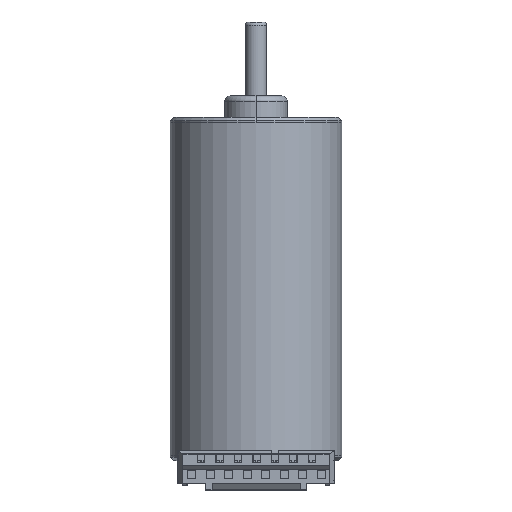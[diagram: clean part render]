
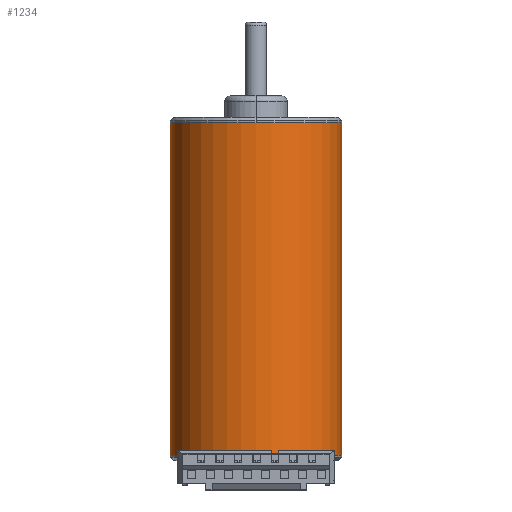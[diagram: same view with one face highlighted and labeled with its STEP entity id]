
A CAD part, front view. The second image highlights one B-rep face of the part: STEP entity #1234.
In plain terms, the highlighted cylindrical face has radius 8 mm (diameter 16 mm), a partial arc.
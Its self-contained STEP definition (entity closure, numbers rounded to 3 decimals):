
#16 = CARTESIAN_POINT ( 'NONE',  ( 0., 0., 0.5 ) ) ;
#753 = AXIS2_PLACEMENT_3D ( 'NONE', #24880, #33880, #18164 ) ;
#1234 = ADVANCED_FACE ( 'NONE', ( #34328 ), #12676, .T. ) ;
#2381 = LINE ( 'NONE', #14835, #12663 ) ;
#4649 = VERTEX_POINT ( 'NONE', #28009 ) ;
#4973 = EDGE_CURVE ( 'NONE', #4649, #23990, #33638, .T. ) ;
#5238 = LINE ( 'NONE', #14029, #29487 ) ;
#5529 = DIRECTION ( 'NONE',  ( -1., 0., 0. ) ) ;
#5723 = EDGE_LOOP ( 'NONE', ( #31174, #7364, #37185, #30005 ) ) ;
#7364 = ORIENTED_EDGE ( 'NONE', *, *, #4973, .T. ) ;
#8199 = DIRECTION ( 'NONE',  ( 0., 0., -1. ) ) ;
#12663 = VECTOR ( 'NONE', #36885, 1000. ) ;
#12676 = CYLINDRICAL_SURFACE ( 'NONE', #29628, 8. ) ;
#14029 = CARTESIAN_POINT ( 'NONE',  ( -8., 0., 0.5 ) ) ;
#14835 = CARTESIAN_POINT ( 'NONE',  ( 8., 0., 0.5 ) ) ;
#16417 = CIRCLE ( 'NONE', #753, 8. ) ;
#16573 = CARTESIAN_POINT ( 'NONE',  ( -8., 0., 31.5 ) ) ;
#18164 = DIRECTION ( 'NONE',  ( -1., 0., 0. ) ) ;
#18394 = DIRECTION ( 'NONE',  ( 0., 0., -1. ) ) ;
#20484 = VERTEX_POINT ( 'NONE', #23379 ) ;
#21172 = AXIS2_PLACEMENT_3D ( 'NONE', #24093, #8199, #5529 ) ;
#22703 = EDGE_CURVE ( 'NONE', #23399, #20484, #16417, .T. ) ;
#23379 = CARTESIAN_POINT ( 'NONE',  ( -8., 0., 0.5 ) ) ;
#23399 = VERTEX_POINT ( 'NONE', #27414 ) ;
#23990 = VERTEX_POINT ( 'NONE', #16573 ) ;
#24093 = CARTESIAN_POINT ( 'NONE',  ( 0., 0., 31.5 ) ) ;
#24880 = CARTESIAN_POINT ( 'NONE',  ( 0., 0., 0.5 ) ) ;
#26959 = EDGE_CURVE ( 'NONE', #23990, #20484, #5238, .T. ) ;
#27414 = CARTESIAN_POINT ( 'NONE',  ( 8., 0., 0.5 ) ) ;
#27925 = EDGE_CURVE ( 'NONE', #4649, #23399, #2381, .T. ) ;
#28009 = CARTESIAN_POINT ( 'NONE',  ( 8., 0., 31.5 ) ) ;
#29487 = VECTOR ( 'NONE', #29736, 1000. ) ;
#29628 = AXIS2_PLACEMENT_3D ( 'NONE', #16, #18394, #30845 ) ;
#29736 = DIRECTION ( 'NONE',  ( 0., 0., -1. ) ) ;
#30005 = ORIENTED_EDGE ( 'NONE', *, *, #22703, .F. ) ;
#30845 = DIRECTION ( 'NONE',  ( -1., 0., 0. ) ) ;
#31174 = ORIENTED_EDGE ( 'NONE', *, *, #27925, .F. ) ;
#33638 = CIRCLE ( 'NONE', #21172, 8. ) ;
#33880 = DIRECTION ( 'NONE',  ( 0., 0., -1. ) ) ;
#34328 = FACE_OUTER_BOUND ( 'NONE', #5723, .T. ) ;
#36885 = DIRECTION ( 'NONE',  ( 0., 0., -1. ) ) ;
#37185 = ORIENTED_EDGE ( 'NONE', *, *, #26959, .T. ) ;
